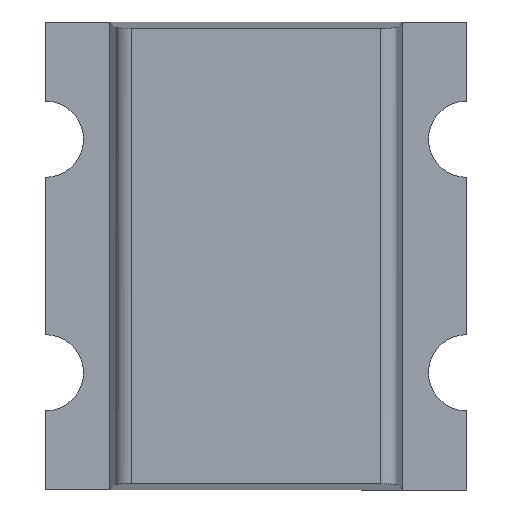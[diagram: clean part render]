
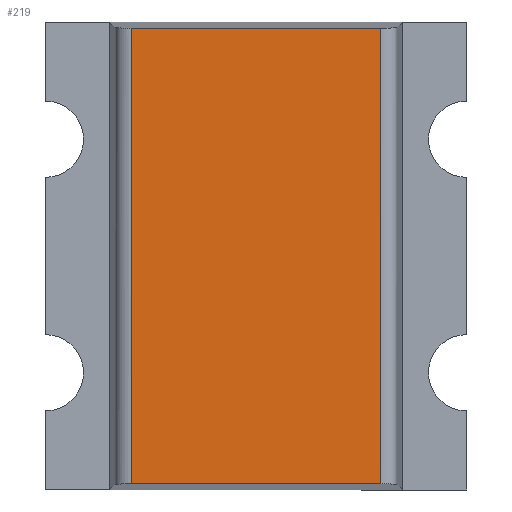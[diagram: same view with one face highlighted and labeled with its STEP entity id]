
A CAD part, left-side view. The second image highlights one B-rep face of the part: STEP entity #219.
In plain terms, the highlighted planar face has unit normal (-1, 0, 0).
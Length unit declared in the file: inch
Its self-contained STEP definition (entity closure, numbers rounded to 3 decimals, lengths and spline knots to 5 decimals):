
#30 = DIRECTION ( 'NONE',  ( 0., 0., 1. ) ) ;
#39 = DIRECTION ( 'NONE',  ( 1., 0., 0. ) ) ;
#50 = VERTEX_POINT ( 'NONE', #650 ) ;
#76 = CARTESIAN_POINT ( 'NONE',  ( -0.03139, 0.02099, 0. ) ) ;
#79 = CARTESIAN_POINT ( 'NONE',  ( -0.03139, 0., -0.03833 ) ) ;
#98 = VECTOR ( 'NONE', #553, 39.37008 ) ;
#122 = CARTESIAN_POINT ( 'NONE',  ( -0.03139, 0.02099, 0.03833 ) ) ;
#135 = FACE_OUTER_BOUND ( 'NONE', #678, .T. ) ;
#148 = CARTESIAN_POINT ( 'NONE',  ( -0.03139, -0.02099, -0.03833 ) ) ;
#194 = CARTESIAN_POINT ( 'NONE',  ( -0.03139, 0., 0.03833 ) ) ;
#198 = VECTOR ( 'NONE', #558, 39.37008 ) ;
#201 = ORIENTED_EDGE ( 'NONE', *, *, #347, .T. ) ;
#213 = ORIENTED_EDGE ( 'NONE', *, *, #595, .F. ) ;
#217 = ORIENTED_EDGE ( 'NONE', *, *, #509, .F. ) ;
#219 = ADVANCED_FACE ( 'NONE', ( #135 ), #508, .F. ) ;
#258 = VERTEX_POINT ( 'NONE', #122 ) ;
#271 = VERTEX_POINT ( 'NONE', #331 ) ;
#287 = LINE ( 'NONE', #79, #458 ) ;
#301 = DIRECTION ( 'NONE',  ( 0., 1., 0. ) ) ;
#331 = CARTESIAN_POINT ( 'NONE',  ( -0.03139, -0.02099, 0.03833 ) ) ;
#347 = EDGE_CURVE ( 'NONE', #367, #271, #448, .T. ) ;
#358 = CARTESIAN_POINT ( 'NONE',  ( -0.03139, -0.02099, 0. ) ) ;
#362 = LINE ( 'NONE', #194, #198 ) ;
#367 = VERTEX_POINT ( 'NONE', #148 ) ;
#371 = AXIS2_PLACEMENT_3D ( 'NONE', #499, #39, #301 ) ;
#403 = EDGE_CURVE ( 'NONE', #258, #271, #362, .T. ) ;
#443 = ORIENTED_EDGE ( 'NONE', *, *, #403, .F. ) ;
#448 = LINE ( 'NONE', #358, #685 ) ;
#458 = VECTOR ( 'NONE', #498, 39.37008 ) ;
#498 = DIRECTION ( 'NONE',  ( 0., 1., 0. ) ) ;
#499 = CARTESIAN_POINT ( 'NONE',  ( -0.03139, -0.02099, 0.03833 ) ) ;
#508 = PLANE ( 'NONE',  #371 ) ;
#509 = EDGE_CURVE ( 'NONE', #50, #258, #543, .T. ) ;
#543 = LINE ( 'NONE', #76, #98 ) ;
#553 = DIRECTION ( 'NONE',  ( 0., 0., 1. ) ) ;
#558 = DIRECTION ( 'NONE',  ( 0., -1., 0. ) ) ;
#595 = EDGE_CURVE ( 'NONE', #367, #50, #287, .T. ) ;
#650 = CARTESIAN_POINT ( 'NONE',  ( -0.03139, 0.02099, -0.03833 ) ) ;
#678 = EDGE_LOOP ( 'NONE', ( #201, #443, #217, #213 ) ) ;
#685 = VECTOR ( 'NONE', #30, 39.37008 ) ;
